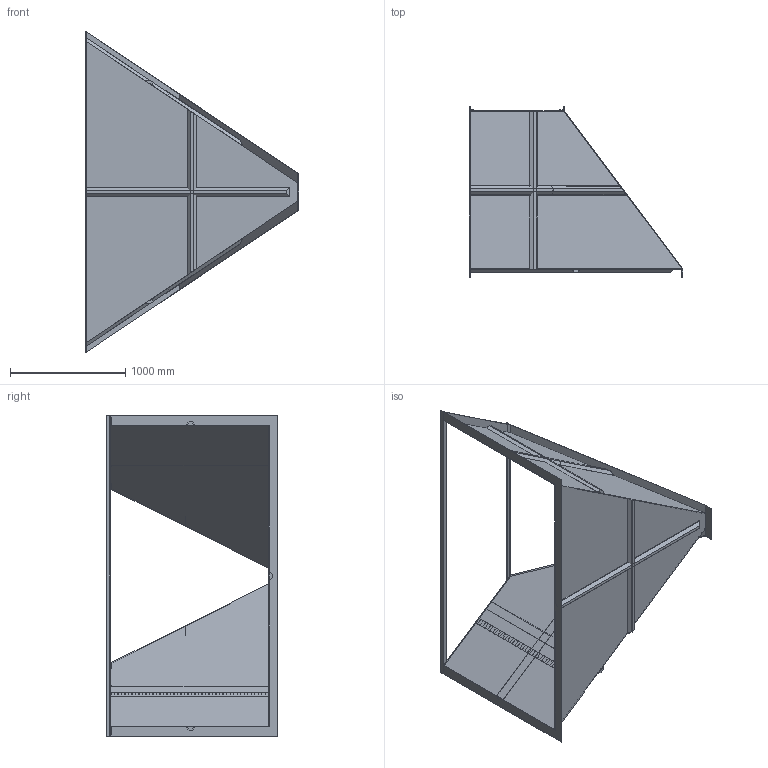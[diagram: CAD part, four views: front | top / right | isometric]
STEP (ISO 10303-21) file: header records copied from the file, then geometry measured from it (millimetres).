
FILE_DESCRIPTION (( 'STEP AP214' ), '1' );
FILE_NAME ('4.5H Flume Assy no options.STEP', '2020-09-04T16:17:53', ( '' ), ( '' ), 'SwSTEP 2.0', 'SolidWorks 2020', '' );
FILE_SCHEMA (( 'AUTOMOTIVE_DESIGN' ));
Length unit declared in the file: inch
Products named in the file (3): 4.5H Flume Assy no options; Parshall Staff Gauge 24in long parshall staff gauge_English Staff Gauge - 54"; 4.5H H Flume_4.5'' H FLUME
Assembly tree (2 placements, depth 2):
  4.5H Flume Assy no options
    4.5H H Flume_4.5'' H FLUME
    Parshall Staff Gauge 24in long parshall staff gauge_English Staff Gauge - 54"
Bounding box: 1851.66 x 1485.9 x 2789.2 mm (x, y, z)
Volume: 17260.5 mm3; surface area: 19628116.9 mm2
Topology: 1 solids, 16 shells, 310 faces, 860 edges, 578 vertices
Faces by surface type: plane 305, cylinder 4, bspline 1
Entity records: 10996 total; most frequent: CARTESIAN_POINT 1805, ORIENTED_EDGE 1704, DIRECTION 1478, EDGE_CURVE 860, VECTOR 848, LINE 848, VERTEX_POINT 578, EDGE_LOOP 324
